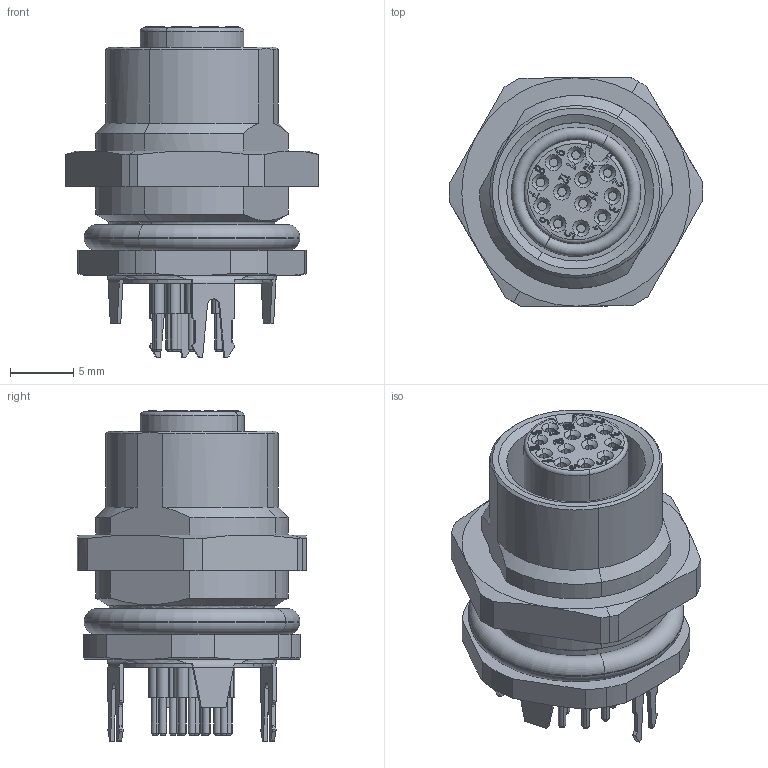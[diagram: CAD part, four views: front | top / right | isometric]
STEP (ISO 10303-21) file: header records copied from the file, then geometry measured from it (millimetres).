
FILE_DESCRIPTION(('CATIA V5 STEP Exchange','CAx-IF Rec.Pracs.--- Model Styling and Organization---1.4--- 2014-01-23'),'2;1');
FILE_NAME ('013899-2_0_1467810000_1467810000.stp','2020-11-19T16:16:53+00:00',('none'),('Weidmueller'),'CATIA Version 5-6 Release 2016 SP3 HF44','CATIA V5 STEP AP214','none');
FILE_SCHEMA(('AUTOMOTIVE_DESIGN { 1 0 10303 214 1 1 1 1 }'));
Length unit declared in the file: millimetre
Products named in the file (1): 1467810000
Bounding box: 20 x 18.06 x 26.05 mm (x, y, z)
Volume: 3129.9 mm3; surface area: 3436 mm2
Topology: 4 solids, 5 shells, 649 faces, 1692 edges, 1130 vertices
Faces by surface type: cylinder 214, plane 188, cone 122, extrusion 101, torus 20, sphere 4
Entity records: 24515 total; most frequent: CARTESIAN_POINT 9621, ORIENTED_EDGE 3376, DIRECTION 2317, EDGE_CURVE 1688, VERTEX_POINT 1130, AXIS2_PLACEMENT_3D 970, VECTOR 805, EDGE_LOOP 740
